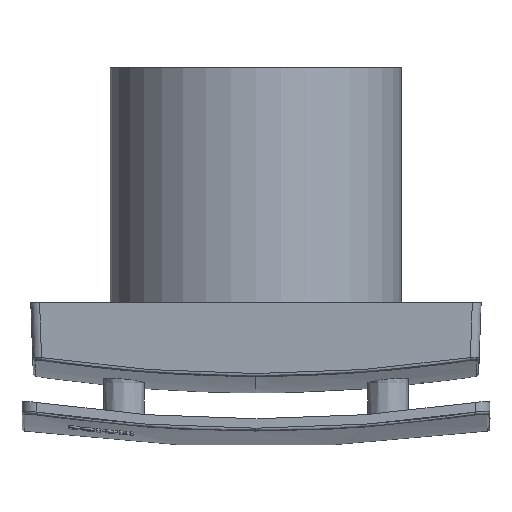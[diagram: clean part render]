
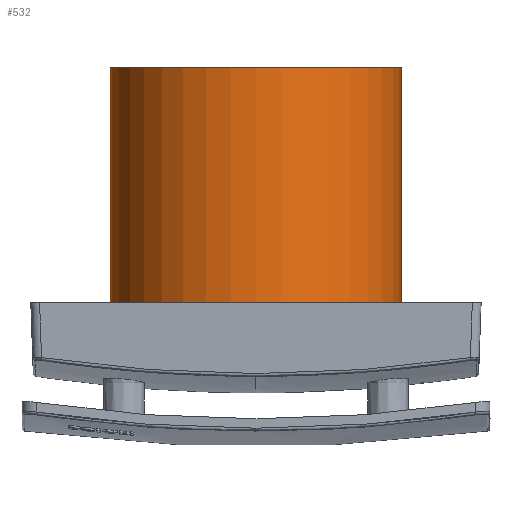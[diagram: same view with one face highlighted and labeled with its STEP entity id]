
A CAD part, front view. The second image highlights one B-rep face of the part: STEP entity #532.
In plain terms, the highlighted face is a revolution surface.
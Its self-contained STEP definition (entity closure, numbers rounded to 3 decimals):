
#532 = ADVANCED_FACE('',(#533),#547,.T.);
#533 = FACE_BOUND('',#534,.T.);
#534 = EDGE_LOOP('',(#535,#560,#576,#591));
#535 = ORIENTED_EDGE('',*,*,#536,.F.);
#536 = EDGE_CURVE('',#537,#539,#541,.T.);
#537 = VERTEX_POINT('',#538);
#538 = CARTESIAN_POINT('',(49.5,1.5,27.487));
#539 = VERTEX_POINT('',#540);
#540 = CARTESIAN_POINT('',(49.5,1.5,107.487)
  );
#541 = SURFACE_CURVE('',#542,(#546),.PCURVE_S1.);
#542 = LINE('',#543,#544);
#543 = CARTESIAN_POINT('',(49.5,1.5,27.487));
#544 = VECTOR('',#545,1.);
#545 = DIRECTION('',(0.,0.,1.));
#546 = PCURVE('',#547,#555);
#547 = SURFACE_OF_REVOLUTION('',#548,#552);
#548 = LINE('',#549,#550);
#549 = CARTESIAN_POINT('',(49.5,1.5,107.487));
#550 = VECTOR('',#551,1.);
#551 = DIRECTION('',(0.,0.,-1.));
#552 = AXIS1_PLACEMENT('',#553,#554);
#553 = CARTESIAN_POINT('',(0.,1.5,107.487));
#554 = DIRECTION('',(0.,0.,1.));
#555 = DEFINITIONAL_REPRESENTATION('',(#556),#559);
#556 = B_SPLINE_CURVE_WITH_KNOTS('',1,(#557,#558),.UNSPECIFIED.,.F.,.F.,
  (2,2),(0.,80.),.PIECEWISE_BEZIER_KNOTS.);
#557 = CARTESIAN_POINT('',(6.283,80.));
#558 = CARTESIAN_POINT('',(6.283,0.));
#559 = ( GEOMETRIC_REPRESENTATION_CONTEXT(2) 
PARAMETRIC_REPRESENTATION_CONTEXT() REPRESENTATION_CONTEXT('2D SPACE',''
  ) );
#560 = ORIENTED_EDGE('',*,*,#561,.F.);
#561 = EDGE_CURVE('',#562,#537,#564,.T.);
#562 = VERTEX_POINT('',#563);
#563 = CARTESIAN_POINT('',(-49.5,1.5,27.487));
#564 = SURFACE_CURVE('',#565,(#570),.PCURVE_S1.);
#565 = CIRCLE('',#566,49.5);
#566 = AXIS2_PLACEMENT_3D('',#567,#568,#569);
#567 = CARTESIAN_POINT('',(0.,1.5,27.487));
#568 = DIRECTION('',(0.,0.,1.));
#569 = DIRECTION('',(1.,0.,0.));
#570 = PCURVE('',#547,#571);
#571 = DEFINITIONAL_REPRESENTATION('',(#572),#575);
#572 = B_SPLINE_CURVE_WITH_KNOTS('',1,(#573,#574),.UNSPECIFIED.,.F.,.F.,
  (2,2),(3.142,6.283),.PIECEWISE_BEZIER_KNOTS.);
#573 = CARTESIAN_POINT('',(3.142,80.));
#574 = CARTESIAN_POINT('',(6.283,80.));
#575 = ( GEOMETRIC_REPRESENTATION_CONTEXT(2) 
PARAMETRIC_REPRESENTATION_CONTEXT() REPRESENTATION_CONTEXT('2D SPACE',''
  ) );
#576 = ORIENTED_EDGE('',*,*,#577,.F.);
#577 = EDGE_CURVE('',#578,#562,#580,.T.);
#578 = VERTEX_POINT('',#579);
#579 = CARTESIAN_POINT('',(-49.5,1.5,107.487)
  );
#580 = SURFACE_CURVE('',#581,(#585),.PCURVE_S1.);
#581 = LINE('',#582,#583);
#582 = CARTESIAN_POINT('',(-49.5,1.5,107.487));
#583 = VECTOR('',#584,1.);
#584 = DIRECTION('',(0.,0.,-1.));
#585 = PCURVE('',#547,#586);
#586 = DEFINITIONAL_REPRESENTATION('',(#587),#590);
#587 = B_SPLINE_CURVE_WITH_KNOTS('',1,(#588,#589),.UNSPECIFIED.,.F.,.F.,
  (2,2),(0.,80.),.PIECEWISE_BEZIER_KNOTS.);
#588 = CARTESIAN_POINT('',(3.142,0.));
#589 = CARTESIAN_POINT('',(3.142,80.));
#590 = ( GEOMETRIC_REPRESENTATION_CONTEXT(2) 
PARAMETRIC_REPRESENTATION_CONTEXT() REPRESENTATION_CONTEXT('2D SPACE',''
  ) );
#591 = ORIENTED_EDGE('',*,*,#592,.F.);
#592 = EDGE_CURVE('',#539,#578,#593,.T.);
#593 = SURFACE_CURVE('',#594,(#599),.PCURVE_S1.);
#594 = CIRCLE('',#595,49.5);
#595 = AXIS2_PLACEMENT_3D('',#596,#597,#598);
#596 = CARTESIAN_POINT('',(0.,1.5,107.487));
#597 = DIRECTION('',(0.,0.,-1.));
#598 = DIRECTION('',(1.,0.,0.));
#599 = PCURVE('',#547,#600);
#600 = DEFINITIONAL_REPRESENTATION('',(#601),#604);
#601 = B_SPLINE_CURVE_WITH_KNOTS('',1,(#602,#603),.UNSPECIFIED.,.F.,.F.,
  (2,2),(0.,3.142),.PIECEWISE_BEZIER_KNOTS.);
#602 = CARTESIAN_POINT('',(6.283,0.));
#603 = CARTESIAN_POINT('',(3.142,0.));
#604 = ( GEOMETRIC_REPRESENTATION_CONTEXT(2) 
PARAMETRIC_REPRESENTATION_CONTEXT() REPRESENTATION_CONTEXT('2D SPACE',''
  ) );
